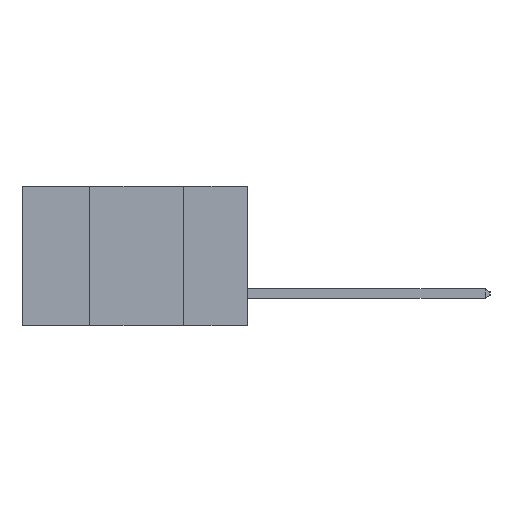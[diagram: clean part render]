
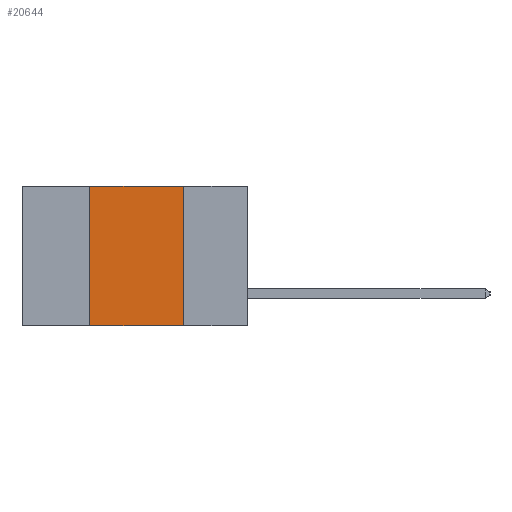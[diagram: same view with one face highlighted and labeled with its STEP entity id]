
A CAD part, left-side view. The second image highlights one B-rep face of the part: STEP entity #20644.
In plain terms, the highlighted planar face has unit normal (-1, 0, 0).
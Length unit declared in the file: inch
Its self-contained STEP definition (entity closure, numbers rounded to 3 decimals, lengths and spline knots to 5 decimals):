
#302 = CARTESIAN_POINT ( 'NONE',  ( 0., 0.17, 0. ) ) ;
#972 = DIRECTION ( 'NONE',  ( 0., 0., -1. ) ) ;
#2523 = DIRECTION ( 'NONE',  ( 0., 0., -1. ) ) ;
#2528 = CARTESIAN_POINT ( 'NONE',  ( 0., 0.17, -0.37 ) ) ;
#3864 = ORIENTED_EDGE ( 'NONE', *, *, #7748, .F. ) ;
#3973 = VERTEX_POINT ( 'NONE', #17949 ) ;
#4147 = ORIENTED_EDGE ( 'NONE', *, *, #10512, .T. ) ;
#4774 = VERTEX_POINT ( 'NONE', #2528 ) ;
#4857 = LINE ( 'NONE', #14473, #27385 ) ;
#6177 = DIRECTION ( 'NONE',  ( 0., 0., 1. ) ) ;
#6192 = EDGE_LOOP ( 'NONE', ( #22896, #3864, #27397, #4147 ) ) ;
#6926 = VERTEX_POINT ( 'NONE', #9266 ) ;
#7546 = EDGE_CURVE ( 'NONE', #3973, #4774, #17074, .T. ) ;
#7748 = EDGE_CURVE ( 'NONE', #23718, #3973, #28061, .T. ) ;
#7771 = LINE ( 'NONE', #17243, #18821 ) ;
#9266 = CARTESIAN_POINT ( 'NONE',  ( 0., 0.42, -0.37 ) ) ;
#9920 = CARTESIAN_POINT ( 'NONE',  ( 0., 0.6, 0. ) ) ;
#10512 = EDGE_CURVE ( 'NONE', #6926, #4774, #4857, .T. ) ;
#11212 = VECTOR ( 'NONE', #2523, 39.37008 ) ;
#11696 = FACE_OUTER_BOUND ( 'NONE', #6192, .T. ) ;
#14314 = DIRECTION ( 'NONE',  ( 1., 0., 0. ) ) ;
#14343 = CARTESIAN_POINT ( 'NONE',  ( 0., 0.42, 0. ) ) ;
#14473 = CARTESIAN_POINT ( 'NONE',  ( 0., 0.6, -0.37 ) ) ;
#16722 = VECTOR ( 'NONE', #23002, 39.37008 ) ;
#17074 = LINE ( 'NONE', #302, #11212 ) ;
#17243 = CARTESIAN_POINT ( 'NONE',  ( 0., 0.42, 0. ) ) ;
#17949 = CARTESIAN_POINT ( 'NONE',  ( 0., 0.17, 0. ) ) ;
#18821 = VECTOR ( 'NONE', #6177, 39.37008 ) ;
#20644 = ADVANCED_FACE ( 'NONE', ( #11696 ), #20660, .F. ) ;
#20660 = PLANE ( 'NONE',  #25207 ) ;
#21383 = EDGE_CURVE ( 'NONE', #6926, #23718, #7771, .T. ) ;
#22896 = ORIENTED_EDGE ( 'NONE', *, *, #7546, .F. ) ;
#23002 = DIRECTION ( 'NONE',  ( 0., -1., 0. ) ) ;
#23165 = DIRECTION ( 'NONE',  ( 0., -1., 0. ) ) ;
#23718 = VERTEX_POINT ( 'NONE', #14343 ) ;
#25207 = AXIS2_PLACEMENT_3D ( 'NONE', #27172, #14314, #972 ) ;
#27172 = CARTESIAN_POINT ( 'NONE',  ( 0., 0.6, 0. ) ) ;
#27385 = VECTOR ( 'NONE', #23165, 39.37008 ) ;
#27397 = ORIENTED_EDGE ( 'NONE', *, *, #21383, .F. ) ;
#28061 = LINE ( 'NONE', #9920, #16722 ) ;
